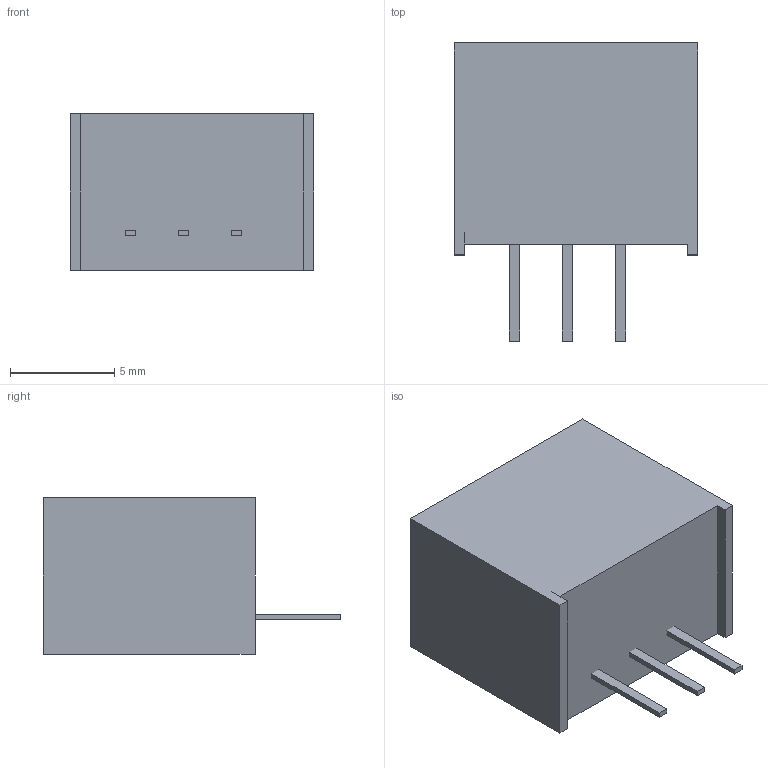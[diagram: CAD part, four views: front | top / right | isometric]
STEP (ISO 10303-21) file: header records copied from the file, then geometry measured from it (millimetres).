
FILE_DESCRIPTION (( 'STEP AP203' ), '1' );
FILE_NAME ('TSR1E-1019.STP', '2020-10-19T07:31:56', ( '' ), ( '' ), 'SwSTEP 2.0', 'SolidWorks 2020', '' );
FILE_SCHEMA (( 'CONFIG_CONTROL_DESIGN' ));
Length unit declared in the file: millimetre
Products named in the file (3): TSR1E-1019(1); TSR1E-1019; 1111-2
Assembly tree (2 placements, depth 2):
  TSR1E-1019
    1111-2
    TSR1E-1019(1)
Bounding box: 11.68 x 14.26 x 7.5 mm (x, y, z)
Volume: 1.8 mm3; surface area: 586.7 mm2
Topology: 3 solids, 5 shells, 29 faces, 64 edges, 44 vertices
Faces by surface type: plane 29
Entity records: 1090 total; most frequent: CARTESIAN_POINT 143, DIRECTION 134, ORIENTED_EDGE 124, LINE 64, EDGE_CURVE 64, VECTOR 64, VERTEX_POINT 44, AXIS2_PLACEMENT_3D 35
